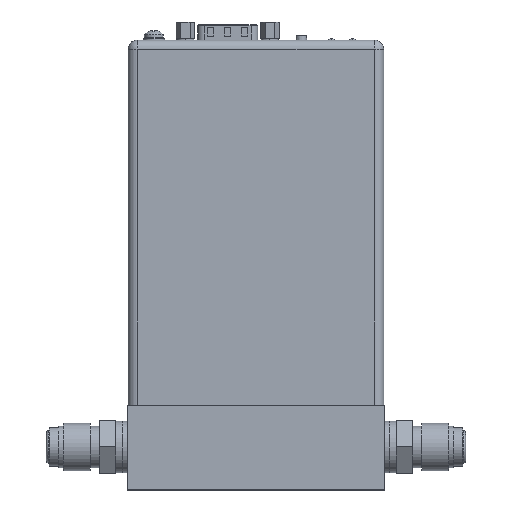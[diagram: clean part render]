
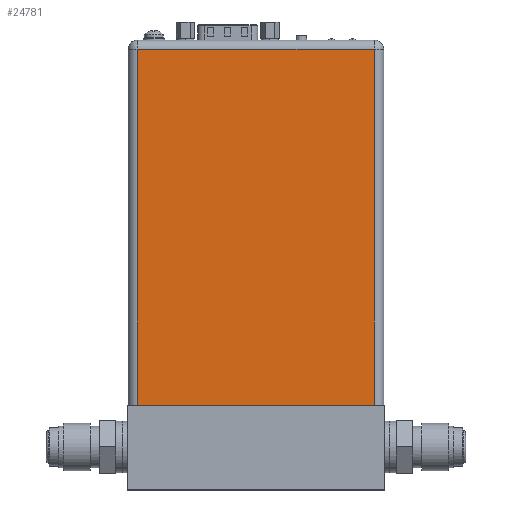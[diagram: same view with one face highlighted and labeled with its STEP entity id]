
A CAD part, top view. The second image highlights one B-rep face of the part: STEP entity #24781.
In plain terms, the highlighted planar face has unit normal (-0.002, 0, 1).
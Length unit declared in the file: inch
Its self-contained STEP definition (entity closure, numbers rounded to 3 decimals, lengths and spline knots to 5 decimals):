
#23347=DIRECTION('',(1.,0.,0.));
#23348=VECTOR('',#23347,2.757);
#23349=CARTESIAN_POINT('',(-1.3785,0.,1.425));
#23350=LINE('',#23349,#23348);
#23775=DIRECTION('',(0.,-1.,0.));
#23776=VECTOR('',#23775,4.141);
#23777=CARTESIAN_POINT('',(1.3785,4.141,1.425));
#23778=LINE('',#23777,#23776);
#23779=DIRECTION('',(0.,-1.,0.));
#23780=VECTOR('',#23779,4.141);
#23781=CARTESIAN_POINT('',(-1.3785,4.141,1.425));
#23782=LINE('',#23781,#23780);
#23783=DIRECTION('',(1.,0.,0.));
#23784=VECTOR('',#23783,2.757);
#23785=CARTESIAN_POINT('',(-1.3785,4.141,1.425));
#23786=LINE('',#23785,#23784);
#24085=CARTESIAN_POINT('',(1.3785,0.,1.425));
#24087=VERTEX_POINT('',#24085);
#24088=CARTESIAN_POINT('',(1.3785,4.141,1.425));
#24089=VERTEX_POINT('',#24088);
#24100=CARTESIAN_POINT('',(-1.3785,0.,1.425));
#24102=VERTEX_POINT('',#24100);
#24104=CARTESIAN_POINT('',(-1.3785,4.141,1.425));
#24105=VERTEX_POINT('',#24104);
#24769=CARTESIAN_POINT('',(-1.4875,0.,1.425));
#24770=DIRECTION('',(0.,0.,1.));
#24771=DIRECTION('',(1.,0.,0.));
#24772=AXIS2_PLACEMENT_3D('',#24769,#24770,#24771);
#24773=PLANE('',#24772);
#24775=ORIENTED_EDGE('',*,*,#24774,.T.);
#24776=ORIENTED_EDGE('',*,*,#24235,.F.);
#24777=ORIENTED_EDGE('',*,*,#24738,.F.);
#24778=ORIENTED_EDGE('',*,*,#24760,.T.);
#24779=EDGE_LOOP('',(#24775,#24776,#24777,#24778));
#24780=FACE_OUTER_BOUND('',#24779,.F.);
#24781=ADVANCED_FACE('',(#24780),#24773,.T.);
#24235=EDGE_CURVE('',#24102,#24087,#23350,.T.);
#24738=EDGE_CURVE('',#24105,#24102,#23782,.T.);
#24760=EDGE_CURVE('',#24105,#24089,#23786,.T.);
#24774=EDGE_CURVE('',#24089,#24087,#23778,.T.);
